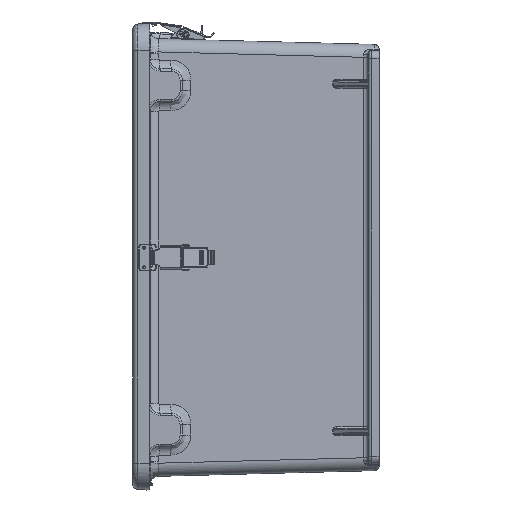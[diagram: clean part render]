
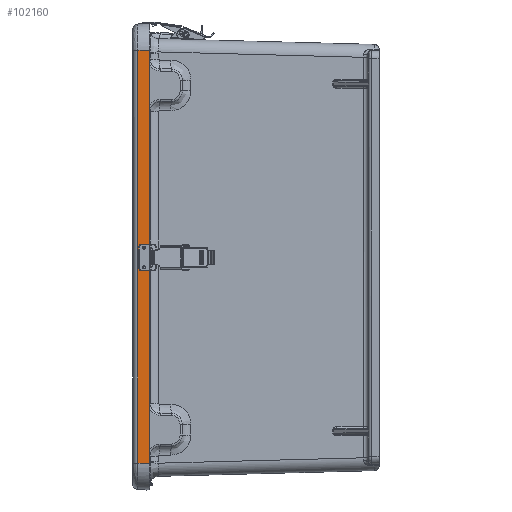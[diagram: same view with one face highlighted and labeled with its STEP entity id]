
A CAD part, left-side view. The second image highlights one B-rep face of the part: STEP entity #102160.
In plain terms, the highlighted planar face has unit normal (-1, 0.026, 0).
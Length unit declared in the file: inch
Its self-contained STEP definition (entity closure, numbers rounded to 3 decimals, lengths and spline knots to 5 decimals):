
#32 = CARTESIAN_POINT ( 'NONE',  ( -11.25898, -0.16478, 4.94866 ) ) ;
#433 = CARTESIAN_POINT ( 'NONE',  ( -11.26262, -0.30378, 4.67066 ) ) ;
#4714 = CARTESIAN_POINT ( 'NONE',  ( -11.2531, 0.05977, -0.21859 ) ) ;
#5115 = DIRECTION ( 'NONE',  ( 0., 0., 1. ) ) ;
#9682 = VECTOR ( 'NONE', #107619, 39.37008 ) ;
#10456 = CARTESIAN_POINT ( 'NONE',  ( -11.25898, -0.16478, 4.67066 ) ) ;
#11278 = VERTEX_POINT ( 'NONE', #95803 ) ;
#13618 = VECTOR ( 'NONE', #5115, 39.37008 ) ;
#13942 = FACE_BOUND ( 'NONE', #64528, .T. ) ;
#16961 = FACE_BOUND ( 'NONE', #24041, .T. ) ;
#22098 = CARTESIAN_POINT ( 'NONE',  ( -11.24673, 0.30295, -5.74884 ) ) ;
#24041 = EDGE_LOOP ( 'NONE', ( #89433 ) ) ;
#24920 = CARTESIAN_POINT ( 'NONE',  ( -11.26262, -0.30378, 5.74716 ) ) ;
#25169 = VERTEX_POINT ( 'NONE', #103401 ) ;
#25982 = EDGE_LOOP ( 'NONE', ( #117809, #114346, #45191, #44799 ) ) ;
#32076 = DIRECTION ( 'NONE',  ( -1., 0.026, 0. ) ) ;
#34720 = VERTEX_POINT ( 'NONE', #46650 ) ;
#36227 = ORIENTED_EDGE ( 'NONE', *, *, #88536, .T. ) ;
#38930 = CARTESIAN_POINT ( 'NONE',  ( -11.25898, -0.16478, 4.80966 ) ) ;
#39152 = EDGE_CURVE ( 'NONE', #25169, #34720, #120229, .T. ) ;
#43812 = LINE ( 'NONE', #60069, #46817 ) ;
#44799 = ORIENTED_EDGE ( 'NONE', *, *, #122443, .F. ) ;
#45191 = ORIENTED_EDGE ( 'NONE', *, *, #97796, .F. ) ;
#46650 = CARTESIAN_POINT ( 'NONE',  ( -11.2531, 0.05977, 15.10801 ) ) ;
#46817 = VECTOR ( 'NONE', #47405, 39.37008 ) ;
#46970 = EDGE_CURVE ( 'NONE', #59969, #25169, #43812, .T. ) ;
#47405 = DIRECTION ( 'NONE',  ( 0., 0., 1. ) ) ;
#49140 =( BOUNDED_CURVE ( )  B_SPLINE_CURVE ( 3, ( #24920, #99867, #99451, #119170, #74766, #93578, #63876 ),
 .UNSPECIFIED., .T., .F. ) 
 B_SPLINE_CURVE_WITH_KNOTS ( ( 4, 3, 4 ),
 ( 0., 3.14159, 6.28319 ),
 .UNSPECIFIED. ) 
 CURVE ( )  GEOMETRIC_REPRESENTATION_ITEM ( )  RATIONAL_B_SPLINE_CURVE ( ( 1., 0.333, 0.333, 1., 0.333, 0.333, 1. ) ) 
 REPRESENTATION_ITEM ( '' )  );
#49207 = CARTESIAN_POINT ( 'NONE',  ( -11.26262, -0.30378, 5.74716 ) ) ;
#51403 = FACE_OUTER_BOUND ( 'NONE', #25982, .T. ) ;
#53180 = CARTESIAN_POINT ( 'NONE',  ( -11.26767, -0.49678, -4.49927 ) ) ;
#56506 = CARTESIAN_POINT ( 'NONE',  ( -11.26262, -0.30378, 4.94866 ) ) ;
#56916 = CARTESIAN_POINT ( 'NONE',  ( -11.26262, -0.30378, 4.80966 ) ) ;
#59969 = VERTEX_POINT ( 'NONE', #53180 ) ;
#60069 = CARTESIAN_POINT ( 'NONE',  ( -11.26767, -0.49678, -5.74884 ) ) ;
#61509 = DIRECTION ( 'NONE',  ( 0.026, 1., 0. ) ) ;
#61626 = LINE ( 'NONE', #4714, #13618 ) ;
#63876 = CARTESIAN_POINT ( 'NONE',  ( -11.26262, -0.30378, 5.74716 ) ) ;
#64528 = EDGE_LOOP ( 'NONE', ( #36227 ) ) ;
#69755 = VERTEX_POINT ( 'NONE', #49207 ) ;
#74766 = CARTESIAN_POINT ( 'NONE',  ( -11.25898, -0.16478, 5.88616 ) ) ;
#74914 = CARTESIAN_POINT ( 'NONE',  ( -11.26767, -0.49678, 15.12258 ) ) ;
#78392 = CARTESIAN_POINT ( 'NONE',  ( -11.24003, 0.55868, -4.47163 ) ) ;
#83148 = LINE ( 'NONE', #78392, #9682 ) ;
#86693 = CARTESIAN_POINT ( 'NONE',  ( -11.26262, -0.30378, 4.80966 ) ) ;
#88536 = EDGE_CURVE ( 'NONE', #11278, #11278, #91648, .T. ) ;
#89052 = CARTESIAN_POINT ( 'NONE',  ( -11.2531, 0.05977, -4.4847 ) ) ;
#89433 = ORIENTED_EDGE ( 'NONE', *, *, #98219, .T. ) ;
#91648 =( BOUNDED_CURVE ( )  B_SPLINE_CURVE ( 3, ( #56916, #433, #10456, #38930, #32, #56506, #86693 ),
 .UNSPECIFIED., .T., .F. ) 
 B_SPLINE_CURVE_WITH_KNOTS ( ( 4, 3, 4 ),
 ( 0., 3.14159, 6.28319 ),
 .UNSPECIFIED. ) 
 CURVE ( )  GEOMETRIC_REPRESENTATION_ITEM ( )  RATIONAL_B_SPLINE_CURVE ( ( 1., 0.333, 0.333, 1., 0.333, 0.333, 1. ) ) 
 REPRESENTATION_ITEM ( '' )  );
#93578 = CARTESIAN_POINT ( 'NONE',  ( -11.26262, -0.30378, 5.88616 ) ) ;
#94570 = DIRECTION ( 'NONE',  ( 0.026, 0.999, -0.026 ) ) ;
#95803 = CARTESIAN_POINT ( 'NONE',  ( -11.26262, -0.30378, 4.80966 ) ) ;
#97796 = EDGE_CURVE ( 'NONE', #117131, #34720, #61626, .T. ) ;
#98219 = EDGE_CURVE ( 'NONE', #69755, #69755, #49140, .T. ) ;
#98282 = PLANE ( 'NONE',  #105104 ) ;
#99451 = CARTESIAN_POINT ( 'NONE',  ( -11.25898, -0.16478, 5.60816 ) ) ;
#99867 = CARTESIAN_POINT ( 'NONE',  ( -11.26262, -0.30378, 5.60816 ) ) ;
#102160 = ADVANCED_FACE ( 'NONE', ( #13942, #16961, #51403 ), #98282, .T. ) ;
#103401 = CARTESIAN_POINT ( 'NONE',  ( -11.26767, -0.49678, 15.12258 ) ) ;
#105104 = AXIS2_PLACEMENT_3D ( 'NONE', #22098, #32076, #61509 ) ;
#107619 = DIRECTION ( 'NONE',  ( 0.026, 0.999, 0.026 ) ) ;
#112778 = VECTOR ( 'NONE', #94570, 39.37008 ) ;
#114346 = ORIENTED_EDGE ( 'NONE', *, *, #39152, .T. ) ;
#117131 = VERTEX_POINT ( 'NONE', #89052 ) ;
#117809 = ORIENTED_EDGE ( 'NONE', *, *, #46970, .T. ) ;
#119170 = CARTESIAN_POINT ( 'NONE',  ( -11.25898, -0.16478, 5.74716 ) ) ;
#120229 = LINE ( 'NONE', #74914, #112778 ) ;
#122443 = EDGE_CURVE ( 'NONE', #59969, #117131, #83148, .T. ) ;
